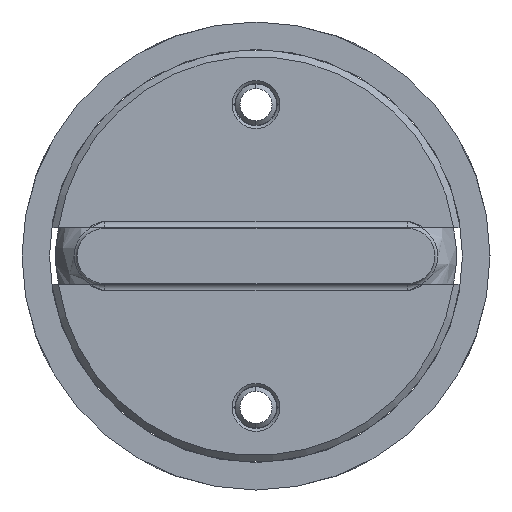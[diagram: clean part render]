
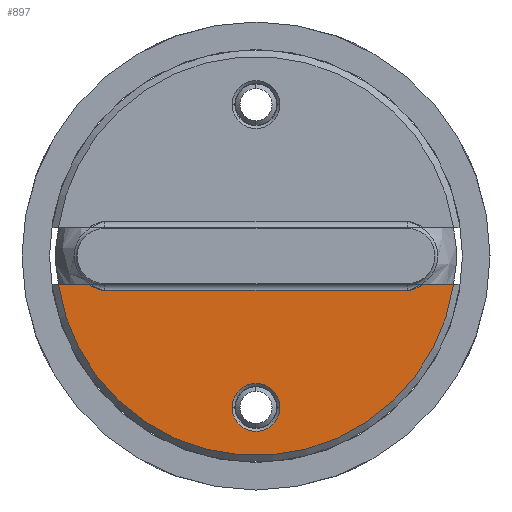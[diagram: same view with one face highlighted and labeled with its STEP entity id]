
A CAD part, left-side view. The second image highlights one B-rep face of the part: STEP entity #897.
In plain terms, the highlighted planar face has unit normal (-1, 0, 0).
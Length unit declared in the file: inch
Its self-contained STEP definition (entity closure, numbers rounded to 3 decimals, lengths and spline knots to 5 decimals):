
#528 = PLANE ( 'NONE',  #9761 ) ;
#648 = VECTOR ( 'NONE', #6694, 39.37008 ) ;
#667 = VERTEX_POINT ( 'NONE', #2954 ) ;
#897 = ADVANCED_FACE ( 'NONE', ( #6288, #3908 ), #528, .F. ) ;
#902 = EDGE_CURVE ( 'NONE', #8000, #6293, #2304, .T. ) ;
#961 = LINE ( 'NONE', #9749, #648 ) ;
#1353 = ORIENTED_EDGE ( 'NONE', *, *, #5617, .T. ) ;
#2304 = CIRCLE ( 'NONE', #9659, 0.10875 ) ;
#2611 = CARTESIAN_POINT ( 'NONE',  ( -1.6875, 0., -0.6875 ) ) ;
#2843 = EDGE_LOOP ( 'NONE', ( #3695, #8641 ) ) ;
#2899 = CARTESIAN_POINT ( 'NONE',  ( -1.6875, -0.10875, -0.6875 ) ) ;
#2954 = CARTESIAN_POINT ( 'NONE',  ( -1.6875, 0.89691, -0.128 ) ) ;
#3506 = CARTESIAN_POINT ( 'NONE',  ( -1.6875, 0.10875, -0.6875 ) ) ;
#3583 = DIRECTION ( 'NONE',  ( -1., 0., 0. ) ) ;
#3645 = DIRECTION ( 'NONE',  ( 0., 1., 0. ) ) ;
#3695 = ORIENTED_EDGE ( 'NONE', *, *, #902, .F. ) ;
#3908 = FACE_OUTER_BOUND ( 'NONE', #5328, .T. ) ;
#4577 = EDGE_CURVE ( 'NONE', #667, #5021, #961, .T. ) ;
#5021 = VERTEX_POINT ( 'NONE', #11511 ) ;
#5095 = DIRECTION ( 'NONE',  ( -1., 0., 0. ) ) ;
#5105 = CIRCLE ( 'NONE', #5710, 0.906 ) ;
#5328 = EDGE_LOOP ( 'NONE', ( #1353, #13024 ) ) ;
#5617 = EDGE_CURVE ( 'NONE', #667, #5021, #5105, .T. ) ;
#5652 = DIRECTION ( 'NONE',  ( 1., 0., 0. ) ) ;
#5710 = AXIS2_PLACEMENT_3D ( 'NONE', #11193, #5095, #12223 ) ;
#6288 = FACE_BOUND ( 'NONE', #2843, .T. ) ;
#6293 = VERTEX_POINT ( 'NONE', #2899 ) ;
#6559 = EDGE_CURVE ( 'NONE', #6293, #8000, #11428, .T. ) ;
#6694 = DIRECTION ( 'NONE',  ( 0., -1., 0. ) ) ;
#8000 = VERTEX_POINT ( 'NONE', #3506 ) ;
#8641 = ORIENTED_EDGE ( 'NONE', *, *, #6559, .F. ) ;
#9659 = AXIS2_PLACEMENT_3D ( 'NONE', #2611, #9748, #3645 ) ;
#9681 = CARTESIAN_POINT ( 'NONE',  ( -1.6875, 0., -0.6875 ) ) ;
#9748 = DIRECTION ( 'NONE',  ( -1., 0., 0. ) ) ;
#9749 = CARTESIAN_POINT ( 'NONE',  ( -1.6875, 0.936, -0.128 ) ) ;
#9761 = AXIS2_PLACEMENT_3D ( 'NONE', #11744, #5652, #12771 ) ;
#10691 = DIRECTION ( 'NONE',  ( 0., 1., 0. ) ) ;
#11134 = AXIS2_PLACEMENT_3D ( 'NONE', #9681, #3583, #10691 ) ;
#11193 = CARTESIAN_POINT ( 'NONE',  ( -1.6875, 0., 0. ) ) ;
#11428 = CIRCLE ( 'NONE', #11134, 0.10875 ) ;
#11511 = CARTESIAN_POINT ( 'NONE',  ( -1.6875, -0.89691, -0.128 ) ) ;
#11744 = CARTESIAN_POINT ( 'NONE',  ( -1.6875, 0., 0. ) ) ;
#12223 = DIRECTION ( 'NONE',  ( 0., -1., 0. ) ) ;
#12771 = DIRECTION ( 'NONE',  ( 0., -1., 0. ) ) ;
#13024 = ORIENTED_EDGE ( 'NONE', *, *, #4577, .F. ) ;
